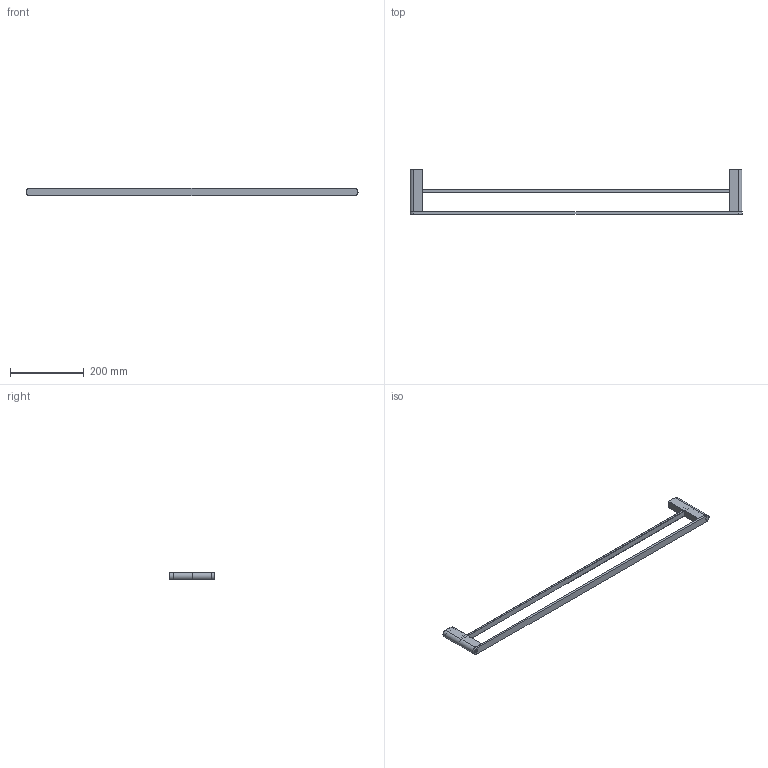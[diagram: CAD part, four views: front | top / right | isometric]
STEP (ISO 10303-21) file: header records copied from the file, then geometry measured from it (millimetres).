
FILE_DESCRIPTION(/* description */ (''),/* implementation_level */ '2;1');
FILE_NAME(/* name */ 'STEP - Mizu Soothe Double Towel Rail 900mm.',/* time_stamp */ '2025-08-18T14:07:24+10:00',/* author */ (''),/* organization */ (''),/* preprocessor_version */ 'ST-DEVELOPER v16.5',/* originating_system */ 'Rhino 7.37',/* authorisation */ '');
FILE_SCHEMA (('AUTOMOTIVE_DESIGN'));
Length unit declared in the file: millimetre
Products named in the file (18): Document; Mizu Soothe Double Towel Rail 900mm; 7170_ASM; _MODEL1_ASM; 07170_ASM_11_ASM_ASM; 07135-A_ASM_5_ASM_ASM; 07135-01_42; 07124-02_1_15; 07124-04_1_111; 07148-01-A_2_16; 07148-01-B_3_17; WASHER_1_19; 07100-01-A_4_14; 07100-01-B_6_113; M5-8_3_114; M5-55_3_115; 07170-01_117; M4-5_4_118
Assembly tree (25 placements, depth 7):
  Document
    Mizu Soothe Double Towel Rail 900mm
      7170_ASM
        _MODEL1_ASM
          07170_ASM_11_ASM_ASM
            07135-A_ASM_5_ASM_ASM
              07135-01_42
              07124-02_1_15  x2
            07124-04_1_111  x4
            07148-01-A_2_16
            07148-01-B_3_17
            WASHER_1_19  x2
            07100-01-A_4_14
            07100-01-B_6_113
            M5-8_3_114  x2
            M5-55_3_115  x2
            07170-01_117
            M4-5_4_118  x2
Bounding box: 900 x 120 x 20 mm (x, y, z)
Volume: 193727 mm3; surface area: 174350.6 mm2
Topology: 20 solids, 32 shells, 470 faces, 1202 edges, 782 vertices
Faces by surface type: plane 210, bspline 132, cylinder 128
Entity records: 12644 total; most frequent: CARTESIAN_POINT 6412, ORIENTED_EDGE 1632, EDGE_CURVE 835, B_SPLINE_CURVE_WITH_KNOTS 595, VERTEX_POINT 554, EDGE_LOOP 369, DIRECTION 368, ADVANCED_FACE 320
